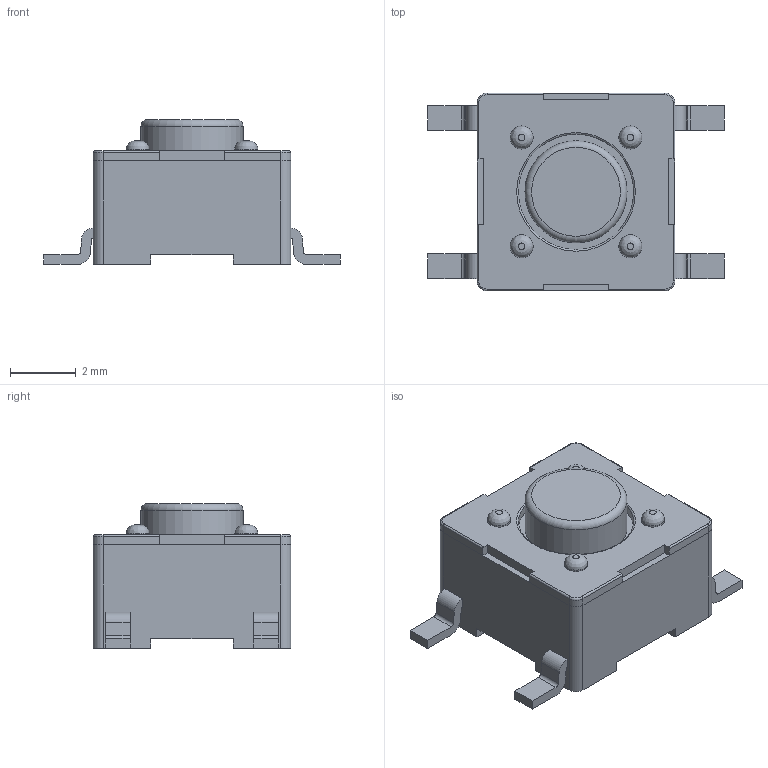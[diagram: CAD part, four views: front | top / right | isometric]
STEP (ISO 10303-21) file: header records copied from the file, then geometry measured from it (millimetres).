
FILE_DESCRIPTION(/* description */ (''),/* implementation_level */ '2;1');
FILE_NAME(/* name */ 'C&K - PTS645 SMT.step',/* time_stamp */ '2019-12-04T17:49:34+00:00',/* author */ (''),/* organization */ (''),/* preprocessor_version */ 'ST-DEVELOPER v18',/* originating_system */ 'Autodesk Translation Framework v8.12.0.6',/* authorisation */ '');
FILE_SCHEMA (('AUTOMOTIVE_DESIGN { 1 0 10303 214 3 1 1 }'));
Length unit declared in the file: millimetre
Products named in the file (1): C&K - PTS645 SMT
Bounding box: 9 x 6 x 4.4 mm (x, y, z)
Volume: 125 mm3; surface area: 187.6 mm2
Topology: 1 solids, 1 shells, 124 faces, 316 edges, 204 vertices
Faces by surface type: plane 76, cylinder 38, torus 6, bspline 4
Full cylindrical faces by diameter (mm): 0.7 x4, 3.1 x1, 3.5 x1
Entity records: 3921 total; most frequent: CARTESIAN_POINT 749, DIRECTION 656, ORIENTED_EDGE 632, EDGE_CURVE 316, AXIS2_PLACEMENT_3D 219, LINE 218, VECTOR 218, VERTEX_POINT 204
